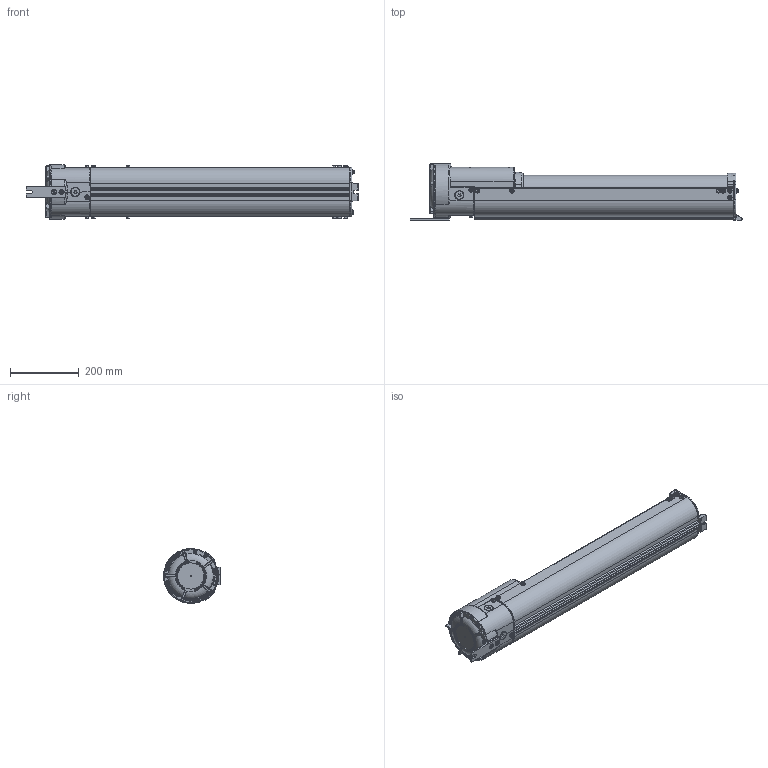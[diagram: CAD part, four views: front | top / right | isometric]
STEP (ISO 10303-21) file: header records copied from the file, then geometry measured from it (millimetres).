
FILE_DESCRIPTION(/* description */ (''),/* implementation_level */ '2;1');
FILE_NAME(/* name */ 'L1L-OUTLINE.stp',/* time_stamp */ '2019-06-20T09:56:29-05:00',/* author */ ('mbednara'),/* organization */ (''),/* preprocessor_version */ 'ST-DEVELOPER v17',/* originating_system */ 'Autodesk Inventor 2018',/* authorisation */ '');
FILE_SCHEMA (('AUTOMOTIVE_DESIGN { 1 0 10303 214 3 1 1 }'));
Products named in the file (23): 25423_11; 25958AAAM; 25821ABAM; 51310; 16282baab; 23698-Round; 0720501B; 25883ABAB; 25800; 25420_11; 25899; ANSI B18.6.4 - 6-32 UNC - 0.375; 25900_7; 15884BAAB; 51406; 15884BAAB_MIR; 00400; 51317; SEE NX 15795.PRT; 51358; 25901; 15795; 15703
Assembly tree (44 placements, depth 3):
  25423_11
    25958AAAM
      25821ABAM
      51310
      16282baab  x2
      15795  x3
      23698-Round
      0720501B  x2
    25883ABAB
    25800
    25420_11
    25899
    ANSI B18.6.4 - 6-32 UNC - 0.375  x3
    25900_7
    15884BAAB  x2
    51406
    15884BAAB_MIR  x2
    00400  x2
    51317  x2
    15795  x10
    SEE NX 15795.PRT  x2
    51358
    25901
    15703  x2
Bounding box: 964.43 x 165.4 x 158.63 mm (x, y, z)
Volume: 3743880.9 mm3; surface area: 1238331.8 mm2
Topology: 43 solids, 43 shells, 5875 faces, 15996 edges, 10531 vertices
Faces by surface type: plane 3272, bspline 1560, cylinder 559, cone 344, torus 100, sphere 40
Full cylindrical faces by diameter (mm): 2.184 x4, 2.474 x46, 3.175 x4, 3.302 x1, 3.505 x47, 3.658 x2, 3.962 x1, 4.064 x1, 4.496 x2, 4.643 x2, 4.978 x11, 5.08 x3, 5.714 x1, 5.74 x2, 5.944 x5, 6.144 x4, 6.35 x17, 6.528 x4, 7.012 x1, 7.144 x8, 7.938 x2, 8.331 x3, 9.112 x1, 9.38 x1, 9.458 x1, 10.516 x2, 13.208 x19, 14.376 x1, 23.019 x2, 68.326 x1
Entity records: 195268 total; most frequent: CARTESIAN_POINT 66811, ORIENTED_EDGE 28698, DIRECTION 20040, EDGE_CURVE 14349, VERTEX_POINT 9438, LINE 9232, VECTOR 9232, EDGE_LOOP 5769
